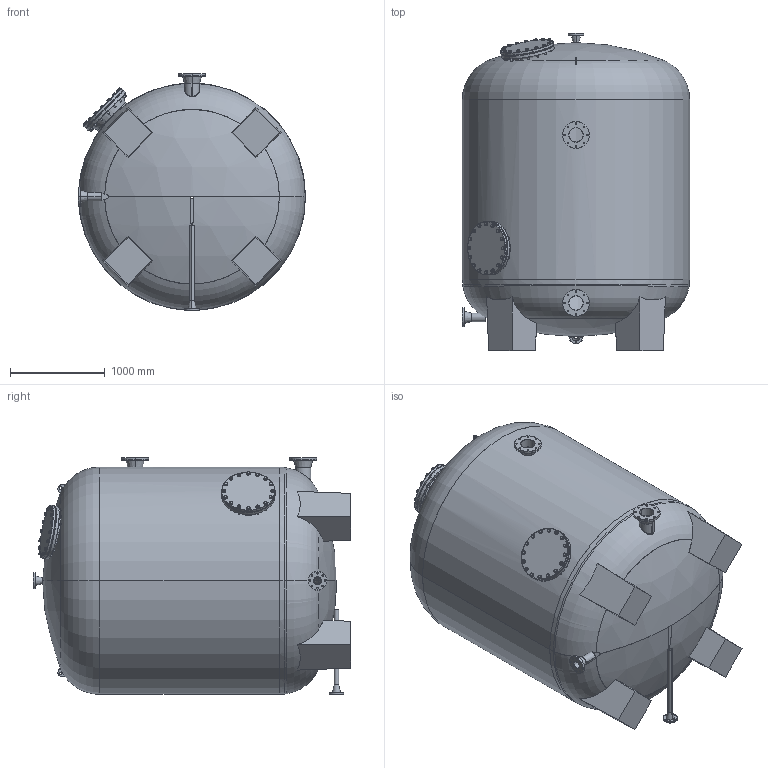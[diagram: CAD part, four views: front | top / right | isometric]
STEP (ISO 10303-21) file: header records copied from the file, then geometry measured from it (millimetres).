
FILE_DESCRIPTION (( 'STEP AP214' ), '1' );
FILE_NAME ('ind_atlantic_240_sb1500.STEP', '2020-12-03T11:42:12', ( '' ), ( '' ), 'SwSTEP 2.0', 'SolidWorks 2019', '' );
FILE_SCHEMA (( 'AUTOMOTIVE_DESIGN' ));
Length unit declared in the file: millimetre
Products named in the file (1): ind_atlantic_240_sb1500
Bounding box: 2400 x 3350 x 2500 mm (x, y, z)
Volume: 341929603.3 mm3; surface area: 68806282.5 mm2
Topology: 81 solids, 81 shells, 1285 faces, 2884 edges, 1802 vertices
Faces by surface type: cylinder 466, plane 436, cone 304, torus 55, bspline 16, sphere 8
Entity records: 56833 total; most frequent: CARTESIAN_POINT 12444, DIRECTION 6354, ORIENTED_EDGE 5768, EDGE_CURVE 2884, AXIS2_PLACEMENT_3D 2672, VERTEX_POINT 1802, EDGE_LOOP 1626, CIRCLE 1402
